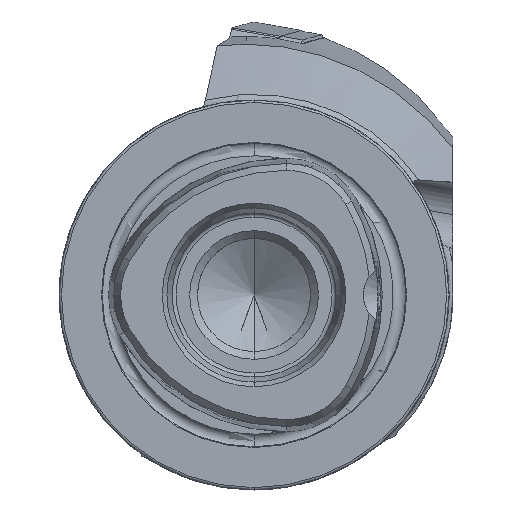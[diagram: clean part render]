
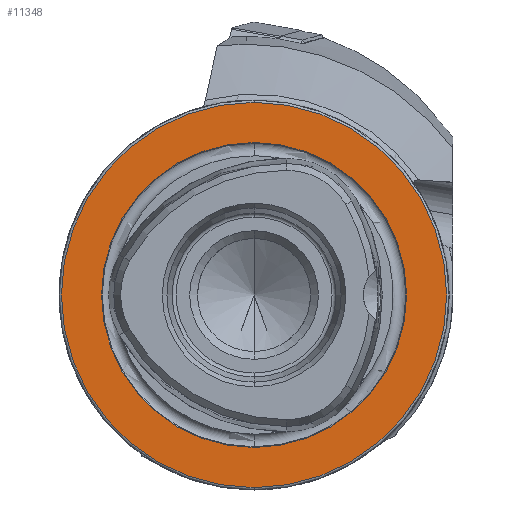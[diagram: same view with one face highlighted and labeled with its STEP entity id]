
A CAD part, left-side view. The second image highlights one B-rep face of the part: STEP entity #11348.
In plain terms, the highlighted planar face has unit normal (-1, 0, 0).
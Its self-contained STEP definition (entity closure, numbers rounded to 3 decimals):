
#140 = CARTESIAN_POINT ( 'NONE',  ( 0., 0., 0. ) ) ;
#141 = DIRECTION ( 'NONE',  ( -1., 0., 0. ) ) ;
#142 = DIRECTION ( 'NONE',  ( 0., 0., 1. ) ) ;
#143 = CARTESIAN_POINT ( 'NONE',  ( 0., 0., 0. ) ) ;
#144 = DIRECTION ( 'NONE',  ( -1., 0., 0. ) ) ;
#145 = DIRECTION ( 'NONE',  ( 0., 0., 1. ) ) ;
#595 = ORIENTED_EDGE ( 'NONE', *, *, #5056, .F. ) ;
#596 = ORIENTED_EDGE ( 'NONE', *, *, #4753, .F. ) ;
#597 = ORIENTED_EDGE ( 'NONE', *, *, #4757, .T. ) ;
#598 = ORIENTED_EDGE ( 'NONE', *, *, #5055, .T. ) ;
#1212 = CARTESIAN_POINT ( 'NONE',  ( 0., 0., 0. ) ) ;
#1213 = DIRECTION ( 'NONE',  ( -1., 0., 0. ) ) ;
#1214 = DIRECTION ( 'NONE',  ( 0., 0., 1. ) ) ;
#1222 = CARTESIAN_POINT ( 'NONE',  ( 0., 0., 0. ) ) ;
#1223 = DIRECTION ( 'NONE',  ( -1., 0., 0. ) ) ;
#1224 = DIRECTION ( 'NONE',  ( 0., 0., 1. ) ) ;
#1748 = CIRCLE ( 'NONE', #2846, 24.7 ) ;
#2846 = AXIS2_PLACEMENT_3D ( 'NONE', #140, #141, #142 ) ;
#2847 = AXIS2_PLACEMENT_3D ( 'NONE', #143, #144, #145 ) ;
#3182 = AXIS2_PLACEMENT_3D ( 'NONE', #7505, #7510, #7511 ) ;
#3307 = EDGE_LOOP ( 'NONE', ( #595, #596 ) ) ;
#3317 = EDGE_LOOP ( 'NONE', ( #597, #598 ) ) ;
#4753 = EDGE_CURVE ( 'NONE', #11903, #11905, #10688, .T. ) ;
#4757 = EDGE_CURVE ( 'NONE', #11907, #11908, #10693, .T. ) ;
#5055 = EDGE_CURVE ( 'NONE', #11908, #11907, #1748, .T. ) ;
#5056 = EDGE_CURVE ( 'NONE', #11905, #11903, #10727, .T. ) ;
#7505 = CARTESIAN_POINT ( 'NONE',  ( 0., 19.55, 0. ) ) ;
#7508 = PLANE ( 'NONE',  #3182 ) ;
#7510 = DIRECTION ( 'NONE',  ( 1., 0., 0. ) ) ;
#7511 = DIRECTION ( 'NONE',  ( 0., 0., -1. ) ) ;
#7827 = CARTESIAN_POINT ( 'NONE',  ( 0., 0., 24.7 ) ) ;
#7832 = CARTESIAN_POINT ( 'NONE',  ( 0., 0., -24.7 ) ) ;
#7838 = CARTESIAN_POINT ( 'NONE',  ( 0., 0., -19.55 ) ) ;
#7840 = CARTESIAN_POINT ( 'NONE',  ( 0., 0., 19.55 ) ) ;
#9393 = FACE_OUTER_BOUND ( 'NONE', #3317, .T. ) ;
#9394 = FACE_BOUND ( 'NONE', #3307, .T. ) ;
#10688 = CIRCLE ( 'NONE', #11110, 19.55 ) ;
#10693 = CIRCLE ( 'NONE', #11113, 24.7 ) ;
#10727 = CIRCLE ( 'NONE', #2847, 19.55 ) ;
#11110 = AXIS2_PLACEMENT_3D ( 'NONE', #1212, #1213, #1214 ) ;
#11113 = AXIS2_PLACEMENT_3D ( 'NONE', #1222, #1223, #1224 ) ;
#11348 = ADVANCED_FACE ( 'NONE', ( #9394, #9393 ), #7508, .F. ) ;
#11903 = VERTEX_POINT ( 'NONE', #7838 ) ;
#11905 = VERTEX_POINT ( 'NONE', #7840 ) ;
#11907 = VERTEX_POINT ( 'NONE', #7827 ) ;
#11908 = VERTEX_POINT ( 'NONE', #7832 ) ;
